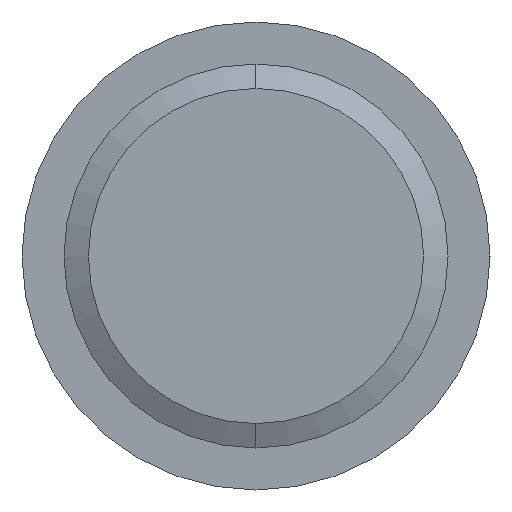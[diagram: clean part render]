
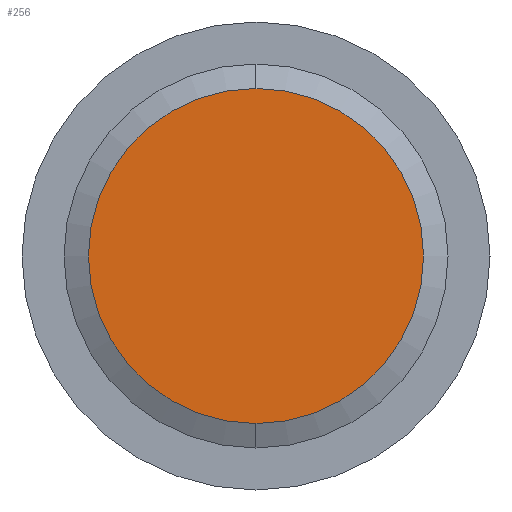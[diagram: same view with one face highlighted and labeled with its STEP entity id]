
A CAD part, front view. The second image highlights one B-rep face of the part: STEP entity #256.
In plain terms, the highlighted planar face has unit normal (0, -1, 0).
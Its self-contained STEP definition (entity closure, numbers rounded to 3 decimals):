
#46 = FACE_OUTER_BOUND ( 'NONE', #919, .T. ) ;
#81 = CIRCLE ( 'NONE', #793, 2.792 ) ;
#174 = AXIS2_PLACEMENT_3D ( 'NONE', #1395, #1036, #1510 ) ;
#201 = AXIS2_PLACEMENT_3D ( 'NONE', #849, #1200, #460 ) ;
#256 = ADVANCED_FACE ( 'NONE', ( #46 ), #477, .F. ) ;
#363 = EDGE_CURVE ( 'NONE', #1614, #1102, #1582, .T. ) ;
#455 = ORIENTED_EDGE ( 'NONE', *, *, #363, .T. ) ;
#460 = DIRECTION ( 'NONE',  ( 1., 0., 0. ) ) ;
#477 = PLANE ( 'NONE',  #201 ) ;
#551 = CARTESIAN_POINT ( 'NONE',  ( 7.626, 6.519, -2.792 ) ) ;
#572 = DIRECTION ( 'NONE',  ( 0., 0., -1. ) ) ;
#588 = EDGE_CURVE ( 'NONE', #1102, #1614, #81, .T. ) ;
#793 = AXIS2_PLACEMENT_3D ( 'NONE', #1458, #1545, #572 ) ;
#849 = CARTESIAN_POINT ( 'NONE',  ( 0., 6.519, 0. ) ) ;
#919 = EDGE_LOOP ( 'NONE', ( #1347, #455 ) ) ;
#1036 = DIRECTION ( 'NONE',  ( 0., -1., 0. ) ) ;
#1102 = VERTEX_POINT ( 'NONE', #1207 ) ;
#1200 = DIRECTION ( 'NONE',  ( 0., 1., 0. ) ) ;
#1207 = CARTESIAN_POINT ( 'NONE',  ( 7.626, 6.519, 2.792 ) ) ;
#1347 = ORIENTED_EDGE ( 'NONE', *, *, #588, .T. ) ;
#1395 = CARTESIAN_POINT ( 'NONE',  ( 7.626, 6.519, 0. ) ) ;
#1458 = CARTESIAN_POINT ( 'NONE',  ( 7.626, 6.519, 0. ) ) ;
#1510 = DIRECTION ( 'NONE',  ( 0., 0., -1. ) ) ;
#1545 = DIRECTION ( 'NONE',  ( 0., -1., 0. ) ) ;
#1582 = CIRCLE ( 'NONE', #174, 2.792 ) ;
#1614 = VERTEX_POINT ( 'NONE', #551 ) ;
